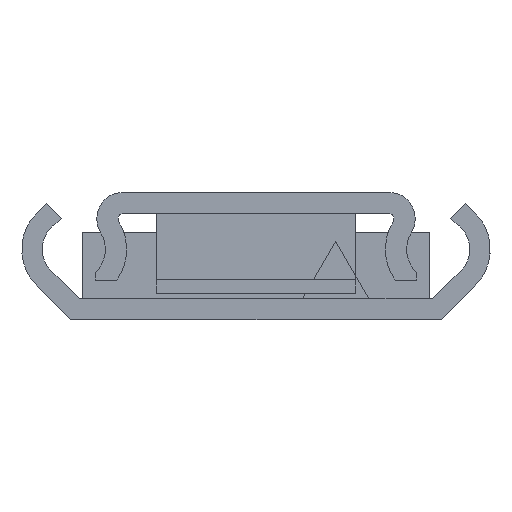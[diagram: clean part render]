
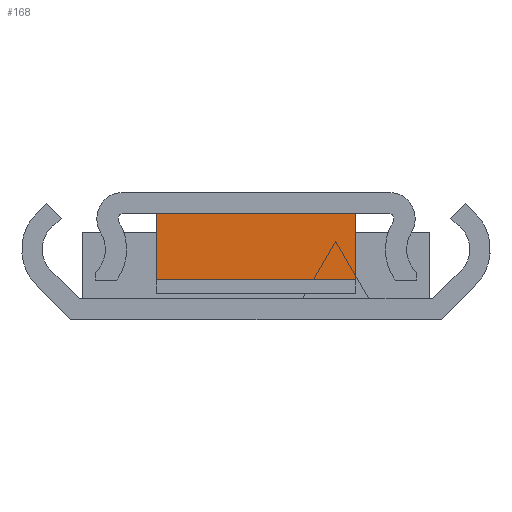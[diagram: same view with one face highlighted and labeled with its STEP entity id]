
A CAD part, left-side view. The second image highlights one B-rep face of the part: STEP entity #168.
In plain terms, the highlighted planar face has unit normal (-1, 0, 0).
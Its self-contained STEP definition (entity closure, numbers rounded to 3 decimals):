
#168 = ADVANCED_FACE ( 'NONE', ( #3204 ), #2197, .F. ) ;
#191 = EDGE_CURVE ( 'NONE', #2800, #2801, #3238, .T. ) ;
#196 = EDGE_CURVE ( 'NONE', #2825, #2801, #3243, .T. ) ;
#202 = EDGE_CURVE ( 'NONE', #2827, #2800, #3250, .T. ) ;
#417 = LINE ( 'NONE', #1879, #2525 ) ;
#524 = VECTOR ( 'NONE', #2095, 1000. ) ;
#526 = VECTOR ( 'NONE', #2134, 1000. ) ;
#533 = VECTOR ( 'NONE', #2153, 1000. ) ;
#558 = AXIS2_PLACEMENT_3D ( 'NONE', #2198, #2199, #2194 ) ;
#1366 = EDGE_LOOP ( 'NONE', ( #2296, #2298, #2297, #2299 ) ) ;
#1879 = CARTESIAN_POINT ( 'NONE',  ( 126.4, 7.5, 0. ) ) ;
#1880 = DIRECTION ( 'NONE',  ( 0., -1., 0. ) ) ;
#2092 = CARTESIAN_POINT ( 'NONE',  ( 126.4, 7.5, 5. ) ) ;
#2095 = DIRECTION ( 'NONE',  ( 0., 0., 1. ) ) ;
#2109 = CARTESIAN_POINT ( 'NONE',  ( 126.4, 7.5, 5. ) ) ;
#2134 = DIRECTION ( 'NONE',  ( 0., -1., 0. ) ) ;
#2153 = DIRECTION ( 'NONE',  ( 0., 0., 1. ) ) ;
#2155 = CARTESIAN_POINT ( 'NONE',  ( 126.4, -7.5, 5. ) ) ;
#2194 = DIRECTION ( 'NONE',  ( 0., 0., -1. ) ) ;
#2197 = PLANE ( 'NONE',  #558 ) ;
#2198 = CARTESIAN_POINT ( 'NONE',  ( 126.4, 7.5, 5. ) ) ;
#2199 = DIRECTION ( 'NONE',  ( 1., 0., 0. ) ) ;
#2296 = ORIENTED_EDGE ( 'NONE', *, *, #196, .T. ) ;
#2297 = ORIENTED_EDGE ( 'NONE', *, *, #202, .F. ) ;
#2298 = ORIENTED_EDGE ( 'NONE', *, *, #191, .F. ) ;
#2299 = ORIENTED_EDGE ( 'NONE', *, *, #2977, .T. ) ;
#2525 = VECTOR ( 'NONE', #1880, 1000. ) ;
#2605 = CARTESIAN_POINT ( 'NONE',  ( 126.4, 7.5, 5. ) ) ;
#2606 = CARTESIAN_POINT ( 'NONE',  ( 126.4, -7.5, 5. ) ) ;
#2630 = CARTESIAN_POINT ( 'NONE',  ( 126.4, -7.5, 0. ) ) ;
#2632 = CARTESIAN_POINT ( 'NONE',  ( 126.4, 7.5, 0. ) ) ;
#2800 = VERTEX_POINT ( 'NONE', #2605 ) ;
#2801 = VERTEX_POINT ( 'NONE', #2606 ) ;
#2825 = VERTEX_POINT ( 'NONE', #2630 ) ;
#2827 = VERTEX_POINT ( 'NONE', #2632 ) ;
#2977 = EDGE_CURVE ( 'NONE', #2827, #2825, #417, .T. ) ;
#3204 = FACE_OUTER_BOUND ( 'NONE', #1366, .T. ) ;
#3238 = LINE ( 'NONE', #2109, #526 ) ;
#3243 = LINE ( 'NONE', #2155, #533 ) ;
#3250 = LINE ( 'NONE', #2092, #524 ) ;
